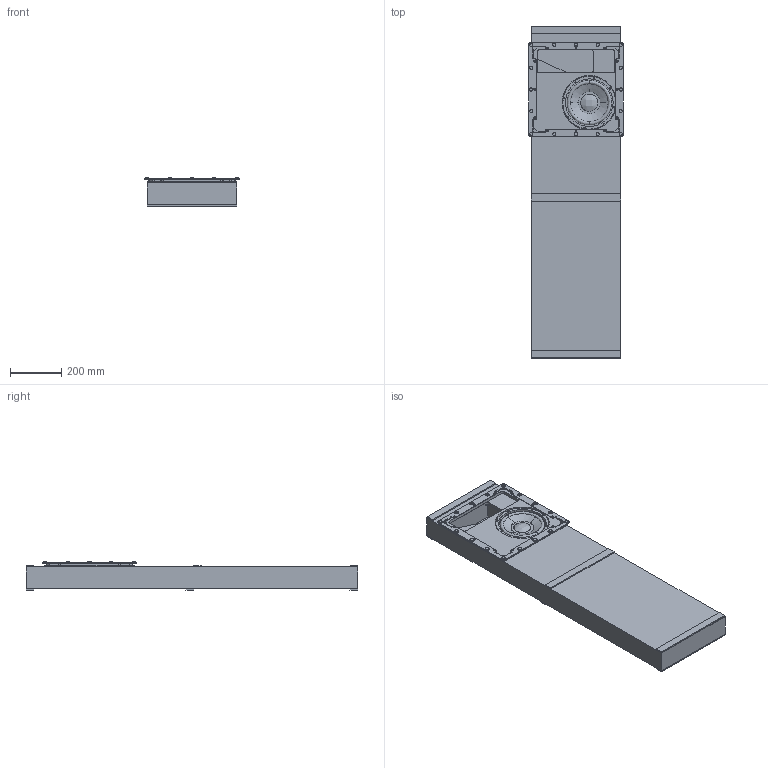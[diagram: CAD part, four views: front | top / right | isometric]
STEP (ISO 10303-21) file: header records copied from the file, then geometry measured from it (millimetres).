
FILE_DESCRIPTION (( 'STEP AP214' ), '1' );
FILE_NAME ('100_IWSUB8.STEP', '2023-11-30T08:39:52', ( '' ), ( '' ), 'SwSTEP 2.0', 'SolidWorks 2022', '' );
FILE_SCHEMA (( 'AUTOMOTIVE_DESIGN' ));
Length unit declared in the file: millimetre
Products named in the file (1): 100_IWSUB8
Bounding box: 370 x 1300 x 109.8 mm (x, y, z)
Volume: 35928618.4 mm3; surface area: 1946143.2 mm2
Topology: 46 solids, 48 shells, 641 faces, 1487 edges, 978 vertices
Faces by surface type: plane 323, cylinder 280, cone 32, bspline 6
Entity records: 20307 total; most frequent: CARTESIAN_POINT 4580, DIRECTION 3317, ORIENTED_EDGE 2974, EDGE_CURVE 1487, AXIS2_PLACEMENT_3D 1230, VERTEX_POINT 978, LINE 857, VECTOR 857
